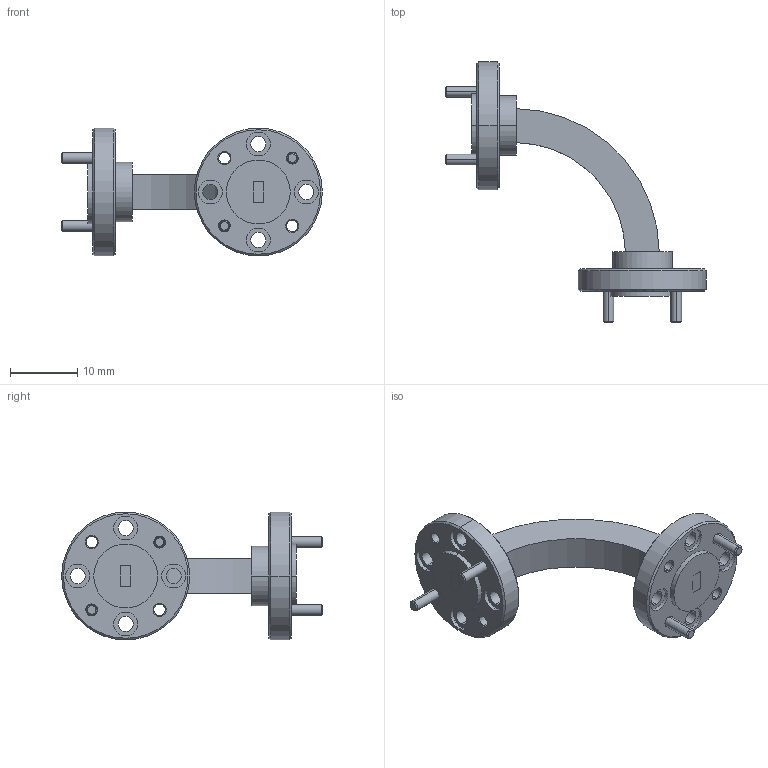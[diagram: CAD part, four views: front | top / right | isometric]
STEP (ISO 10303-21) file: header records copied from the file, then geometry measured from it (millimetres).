
FILE_DESCRIPTION (( 'STEP AP214' ), '1' );
FILE_NAME ('SWB-12090-EB-1.0.STEP', '2018-09-07T22:15:32', ( '' ), ( '' ), 'SwSTEP 2.0', 'SolidWorks 2016', '' );
FILE_SCHEMA (( 'AUTOMOTIVE_DESIGN' ));
Length unit declared in the file: inch
Products named in the file (1): SWB-12090-EB-1.0
Bounding box: 38.8 x 38.8 x 19.05 mm (x, y, z)
Volume: 2939.4 mm3; surface area: 2642.7 mm2
Topology: 5 solids, 5 shells, 146 faces, 324 edges, 204 vertices
Faces by surface type: cylinder 70, cone 40, plane 36
Entity records: 6130 total; most frequent: DIRECTION 802, CARTESIAN_POINT 675, ORIENTED_EDGE 648, AXIS2_PLACEMENT_3D 331, EDGE_CURVE 324, VERTEX_POINT 204, EDGE_LOOP 194, CIRCLE 184
